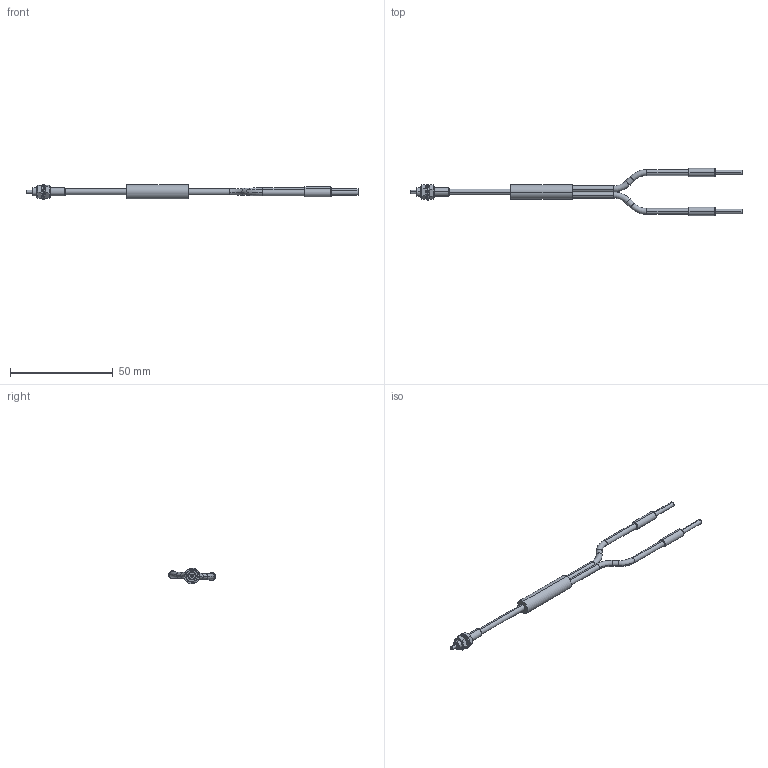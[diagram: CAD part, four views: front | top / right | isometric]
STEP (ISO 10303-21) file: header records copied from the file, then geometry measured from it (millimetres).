
FILE_DESCRIPTION (( 'STEP AP214' ), '1' );
FILE_NAME ('GPF-D016-FA250-SP03.STEP', '2017-11-17T22:02:47', ( '' ), ( '' ), 'SwSTEP 2.0', 'SolidWorks 2018', '' );
FILE_SCHEMA (( 'AUTOMOTIVE_DESIGN' ));
Length unit declared in the file: millimetre
Products named in the file (6): GPF-D016-FA250-SP03_GLASS FIBER; M4NUT; GPF-D016-FA250-SP03_HEAD; GPF-D016-FA250-SP03; GPF-D016-FA250-SP03_LENS; M4WASHER
Assembly tree (7 placements, depth 2):
  GPF-D016-FA250-SP03
    GPF-D016-FA250-SP03_HEAD
    GPF-D016-FA250-SP03_LENS
    M4NUT  x2
    M4WASHER  x2
    GPF-D016-FA250-SP03_GLASS FIBER
Bounding box: 161.6 x 22.94 x 7.61 mm (x, y, z)
Volume: 2874.5 mm3; surface area: 3219.6 mm2
Topology: 7 solids, 7 shells, 107 faces, 224 edges, 140 vertices
Faces by surface type: cylinder 44, plane 35, cone 20, torus 8
Entity records: 2680 total; most frequent: CARTESIAN_POINT 497, DIRECTION 470, ORIENTED_EDGE 360, AXIS2_PLACEMENT_3D 205, EDGE_CURVE 180, VERTEX_POINT 112, CIRCLE 108, EDGE_LOOP 100
